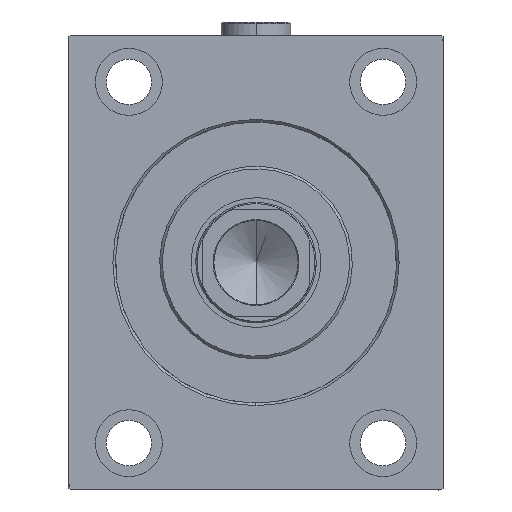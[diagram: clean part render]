
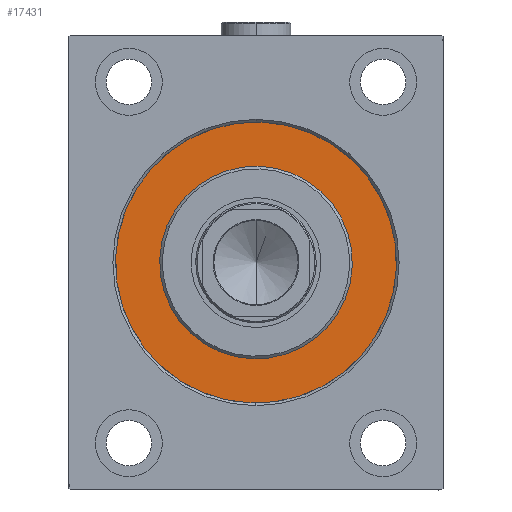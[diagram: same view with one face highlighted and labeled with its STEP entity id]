
A CAD part, left-side view. The second image highlights one B-rep face of the part: STEP entity #17431.
In plain terms, the highlighted face is planar.
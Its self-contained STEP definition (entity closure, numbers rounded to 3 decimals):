
#5219 = CARTESIAN_POINT ( 'NONE',  ( 0., 0., -52.5 ) ) ;
#5369 = VERTEX_POINT ( 'NONE', #5219 ) ;
#7282 = CARTESIAN_POINT ( 'NONE',  ( 0., 0., 0. ) ) ;
#7285 = AXIS2_PLACEMENT_3D ( 'NONE', #37862, #42130, #34207 ) ;
#8308 = DIRECTION ( 'NONE',  ( -1., 0., 0. ) ) ;
#8404 = AXIS2_PLACEMENT_3D ( 'NONE', #21989, #8308, #22438 ) ;
#9189 = CARTESIAN_POINT ( 'NONE',  ( 0., 0., 36. ) ) ;
#9760 = VERTEX_POINT ( 'NONE', #19856 ) ;
#10031 = FACE_BOUND ( 'NONE', #43243, .T. ) ;
#10792 = ORIENTED_EDGE ( 'NONE', *, *, #38258, .F. ) ;
#11335 = ORIENTED_EDGE ( 'NONE', *, *, #35775, .F. ) ;
#11830 = CIRCLE ( 'NONE', #27846, 36. ) ;
#14404 = EDGE_CURVE ( 'NONE', #5369, #9760, #34316, .T. ) ;
#14714 = CARTESIAN_POINT ( 'NONE',  ( 0., 0., 0. ) ) ;
#17431 = ADVANCED_FACE ( 'NONE', ( #10031, #23936 ), #35277, .F. ) ;
#18318 = ORIENTED_EDGE ( 'NONE', *, *, #14404, .F. ) ;
#18364 = DIRECTION ( 'NONE',  ( 1., 0., 0. ) ) ;
#19856 = CARTESIAN_POINT ( 'NONE',  ( 0., 0., 52.5 ) ) ;
#21196 = DIRECTION ( 'NONE',  ( 0., 0., 1. ) ) ;
#21989 = CARTESIAN_POINT ( 'NONE',  ( 0., 0., 0. ) ) ;
#22438 = DIRECTION ( 'NONE',  ( 0., 0., 1. ) ) ;
#23936 = FACE_OUTER_BOUND ( 'NONE', #24965, .T. ) ;
#24965 = EDGE_LOOP ( 'NONE', ( #18318, #11335 ) ) ;
#27458 = EDGE_CURVE ( 'NONE', #33417, #35832, #11830, .T. ) ;
#27846 = AXIS2_PLACEMENT_3D ( 'NONE', #14714, #18364, #28622 ) ;
#28029 = CIRCLE ( 'NONE', #8404, 52.5 ) ;
#28622 = DIRECTION ( 'NONE',  ( 0., 0., -1. ) ) ;
#30027 = DIRECTION ( 'NONE',  ( 0., 0., -1. ) ) ;
#30913 = DIRECTION ( 'NONE',  ( 1., 0., 0. ) ) ;
#31763 = CIRCLE ( 'NONE', #37600, 36. ) ;
#33417 = VERTEX_POINT ( 'NONE', #39806 ) ;
#34207 = DIRECTION ( 'NONE',  ( 0., 0., 1. ) ) ;
#34316 = CIRCLE ( 'NONE', #44437, 52.5 ) ;
#35277 = PLANE ( 'NONE',  #7285 ) ;
#35775 = EDGE_CURVE ( 'NONE', #9760, #5369, #28029, .T. ) ;
#35832 = VERTEX_POINT ( 'NONE', #9189 ) ;
#37144 = ORIENTED_EDGE ( 'NONE', *, *, #27458, .F. ) ;
#37600 = AXIS2_PLACEMENT_3D ( 'NONE', #37773, #30913, #30027 ) ;
#37773 = CARTESIAN_POINT ( 'NONE',  ( 0., 0., 0. ) ) ;
#37862 = CARTESIAN_POINT ( 'NONE',  ( 0., 0., 0. ) ) ;
#38258 = EDGE_CURVE ( 'NONE', #35832, #33417, #31763, .T. ) ;
#39215 = DIRECTION ( 'NONE',  ( -1., 0., 0. ) ) ;
#39806 = CARTESIAN_POINT ( 'NONE',  ( 0., 0., -36. ) ) ;
#42130 = DIRECTION ( 'NONE',  ( -1., 0., 0. ) ) ;
#43243 = EDGE_LOOP ( 'NONE', ( #10792, #37144 ) ) ;
#44437 = AXIS2_PLACEMENT_3D ( 'NONE', #7282, #39215, #21196 ) ;
